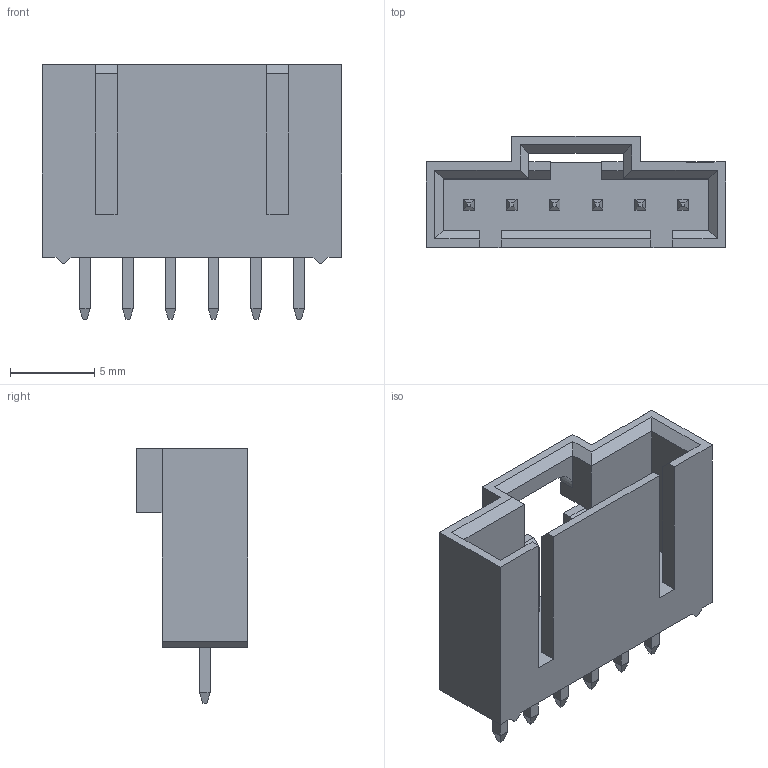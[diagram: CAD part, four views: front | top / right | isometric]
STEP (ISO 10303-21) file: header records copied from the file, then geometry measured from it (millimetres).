
FILE_DESCRIPTION (( 'STEP AP214' ), '1' );
FILE_NAME ('Molex SL Vertical Header - 6 pin - 70543-0005.STEP', '2020-11-14T21:56:01', ( '' ), ( '' ), 'SwSTEP 2.0', 'SolidWorks 2013', '' );
FILE_SCHEMA (( 'AUTOMOTIVE_DESIGN' ));
Length unit declared in the file: millimetre
Products named in the file (1): Molex SL Vertical Header - 6 pin - 70543-0005
Bounding box: 17.78 x 6.6 x 15.11 mm (x, y, z)
Volume: 585.2 mm3; surface area: 1159.1 mm2
Topology: 1 solids, 1 shells, 165 faces, 401 edges, 248 vertices
Faces by surface type: plane 163, cylinder 2
Entity records: 5881 total; most frequent: CARTESIAN_POINT 815, ORIENTED_EDGE 802, DIRECTION 737, EDGE_CURVE 401, VECTOR 397, LINE 397, VERTEX_POINT 248, EDGE_LOOP 177
